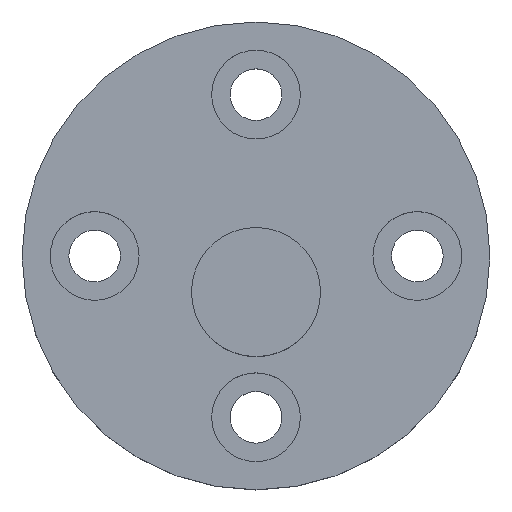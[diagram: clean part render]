
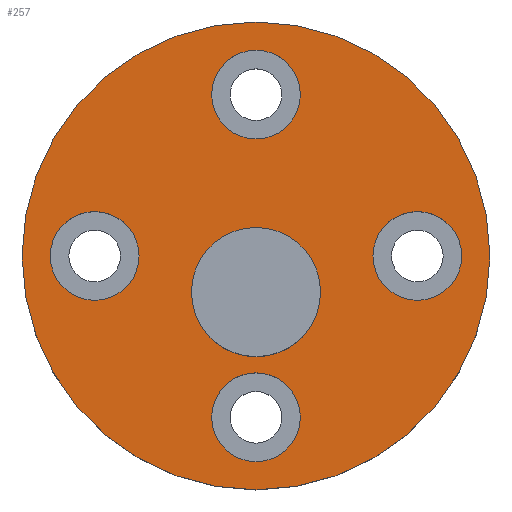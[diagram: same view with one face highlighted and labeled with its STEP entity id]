
A CAD part, top view. The second image highlights one B-rep face of the part: STEP entity #257.
In plain terms, the highlighted planar face has unit normal (0, 0, 1).
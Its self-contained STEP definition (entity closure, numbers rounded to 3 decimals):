
#19=FACE_BOUND('',#72,.T.);
#20=FACE_BOUND('',#73,.T.);
#21=FACE_BOUND('',#74,.T.);
#22=FACE_BOUND('',#75,.T.);
#23=FACE_BOUND('',#76,.T.);
#33=PLANE('',#308);
#50=FACE_OUTER_BOUND('',#71,.T.);
#71=EDGE_LOOP('',(#221));
#72=EDGE_LOOP('',(#222));
#73=EDGE_LOOP('',(#223));
#74=EDGE_LOOP('',(#224));
#75=EDGE_LOOP('',(#225));
#76=EDGE_LOOP('',(#226));
#102=CIRCLE('',#274,2.75);
#105=CIRCLE('',#279,2.75);
#108=CIRCLE('',#284,2.75);
#111=CIRCLE('',#289,2.75);
#115=CIRCLE('',#295,4.);
#120=CIRCLE('',#306,14.5);
#122=VERTEX_POINT('',#398);
#125=VERTEX_POINT('',#407);
#128=VERTEX_POINT('',#416);
#131=VERTEX_POINT('',#425);
#135=VERTEX_POINT('',#436);
#140=VERTEX_POINT('',#457);
#142=EDGE_CURVE('',#122,#122,#102,.T.);
#146=EDGE_CURVE('',#125,#125,#105,.T.);
#150=EDGE_CURVE('',#128,#128,#108,.T.);
#154=EDGE_CURVE('',#131,#131,#111,.T.);
#160=EDGE_CURVE('',#135,#135,#115,.T.);
#169=EDGE_CURVE('',#140,#140,#120,.T.);
#221=ORIENTED_EDGE('',*,*,#169,.T.);
#222=ORIENTED_EDGE('',*,*,#142,.T.);
#223=ORIENTED_EDGE('',*,*,#146,.T.);
#224=ORIENTED_EDGE('',*,*,#150,.T.);
#225=ORIENTED_EDGE('',*,*,#154,.T.);
#226=ORIENTED_EDGE('',*,*,#160,.T.);
#257=ADVANCED_FACE('',(#50,#19,#20,#21,#22,#23),#33,.T.);
#274=AXIS2_PLACEMENT_3D('',#399,#314,#315);
#279=AXIS2_PLACEMENT_3D('',#408,#325,#326);
#284=AXIS2_PLACEMENT_3D('',#417,#336,#337);
#289=AXIS2_PLACEMENT_3D('',#426,#347,#348);
#295=AXIS2_PLACEMENT_3D('',#438,#361,#362);
#306=AXIS2_PLACEMENT_3D('',#458,#387,#388);
#308=AXIS2_PLACEMENT_3D('',#462,#392,#393);
#314=DIRECTION('center_axis',(0.,0.,-1.));
#315=DIRECTION('ref_axis',(-1.,0.,0.));
#325=DIRECTION('center_axis',(0.,0.,-1.));
#326=DIRECTION('ref_axis',(-1.,0.,0.));
#336=DIRECTION('center_axis',(0.,0.,-1.));
#337=DIRECTION('ref_axis',(-1.,0.,0.));
#347=DIRECTION('center_axis',(0.,0.,-1.));
#348=DIRECTION('ref_axis',(-1.,0.,0.));
#361=DIRECTION('center_axis',(0.,0.,-1.));
#362=DIRECTION('ref_axis',(1.,0.,0.));
#387=DIRECTION('center_axis',(0.,0.,1.));
#388=DIRECTION('ref_axis',(1.,0.,0.));
#392=DIRECTION('center_axis',(0.,0.,1.));
#393=DIRECTION('ref_axis',(1.,0.,0.));
#398=CARTESIAN_POINT('',(12.75,0.,5.));
#399=CARTESIAN_POINT('Origin',(10.,0.,5.));
#407=CARTESIAN_POINT('',(2.75,-10.,5.));
#408=CARTESIAN_POINT('Origin',(0.,-10.,5.));
#416=CARTESIAN_POINT('',(2.75,10.,5.));
#417=CARTESIAN_POINT('Origin',(0.,10.,5.));
#425=CARTESIAN_POINT('',(-7.25,0.,5.));
#426=CARTESIAN_POINT('Origin',(-10.,0.,5.));
#436=CARTESIAN_POINT('',(-4.,-2.25,5.));
#438=CARTESIAN_POINT('Origin',(0.,-2.25,5.));
#457=CARTESIAN_POINT('',(-14.5,0.,5.));
#458=CARTESIAN_POINT('Origin',(0.,0.,5.));
#462=CARTESIAN_POINT('Origin',(0.,0.,5.));
